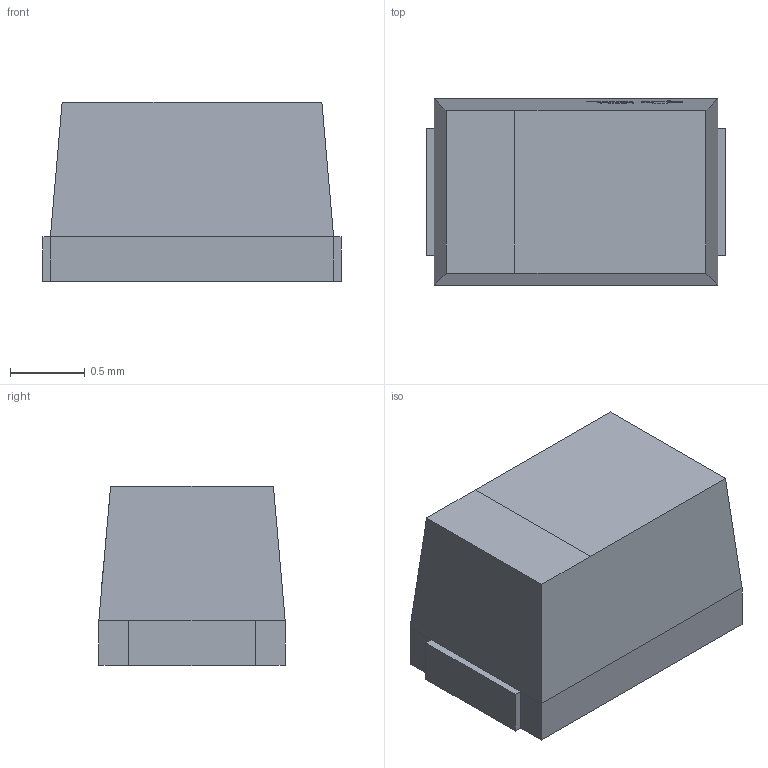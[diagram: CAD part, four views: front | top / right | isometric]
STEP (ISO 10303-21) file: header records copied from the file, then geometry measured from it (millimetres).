
FILE_DESCRIPTION (( 'STEP AP214' ), '1' );
FILE_NAME ('CAP-SMD_L2.0-W1.3-FD.step', '2022-07-01T06:34:05', ( '' ), ( '' ), 'SwSTEP 2.0', 'SolidWorks 2020', '' );
FILE_SCHEMA (( 'AUTOMOTIVE_DESIGN' ));
Length unit declared in the file: millimetre
Products named in the file (1): CAP-SMD_L2.0-W1.3-FD
Bounding box: 2 x 1.25 x 1.2 mm (x, y, z)
Volume: 2.7 mm3; surface area: 11.8 mm2
Topology: 1 solids, 1 shells, 247 faces, 674 edges, 448 vertices
Faces by surface type: plane 149, bspline 98
Entity records: 10999 total; most frequent: CARTESIAN_POINT 2676, ORIENTED_EDGE 1348, DIRECTION 774, EDGE_CURVE 674, LINE 474, VECTOR 474, VERTEX_POINT 448, EDGE_LOOP 266
